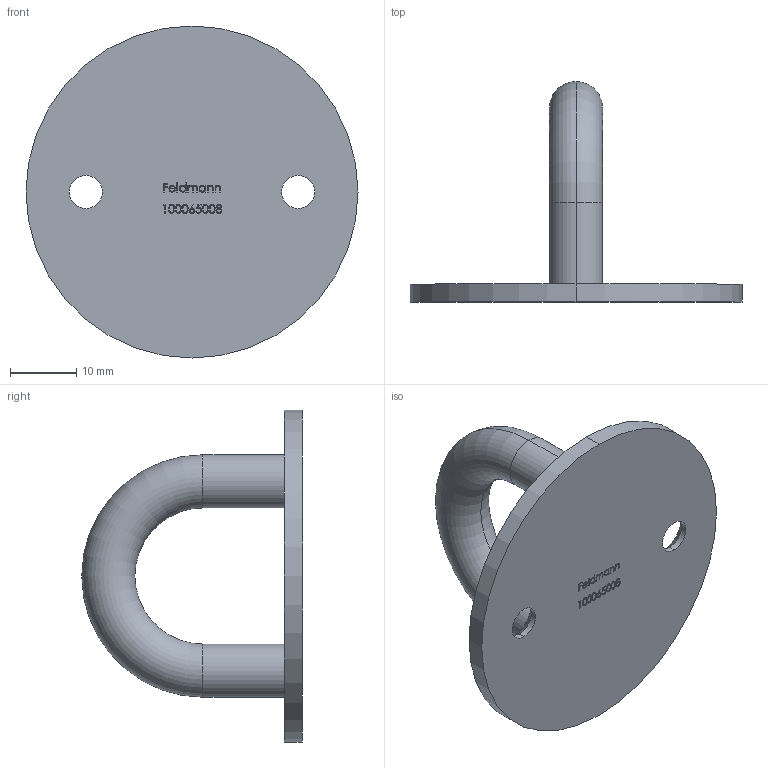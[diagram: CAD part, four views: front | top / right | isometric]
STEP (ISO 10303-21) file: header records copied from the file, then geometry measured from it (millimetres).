
FILE_DESCRIPTION (( 'STEP AP203' ), '1' );
FILE_NAME ('100065008.step', '2017-11-02T10:37:55', ( '' ), ( '' ), 'SwSTEP 2.0', 'SolidWorks 2015', '' );
FILE_SCHEMA (( 'CONFIG_CONTROL_DESIGN' ));
Length unit declared in the file: millimetre
Products named in the file (1): 100065008
Bounding box: 50 x 33.2 x 50 mm (x, y, z)
Volume: 8617.2 mm3; surface area: 5983.8 mm2
Topology: 1 solids, 1 shells, 242 faces, 628 edges, 416 vertices
Faces by surface type: bspline 127, plane 99, cylinder 10, cone 4, torus 2
Entity records: 15157 total; most frequent: CARTESIAN_POINT 9990, ORIENTED_EDGE 1256, DIRECTION 632, EDGE_CURVE 628, VERTEX_POINT 416, LINE 348, VECTOR 348, EDGE_LOOP 276
